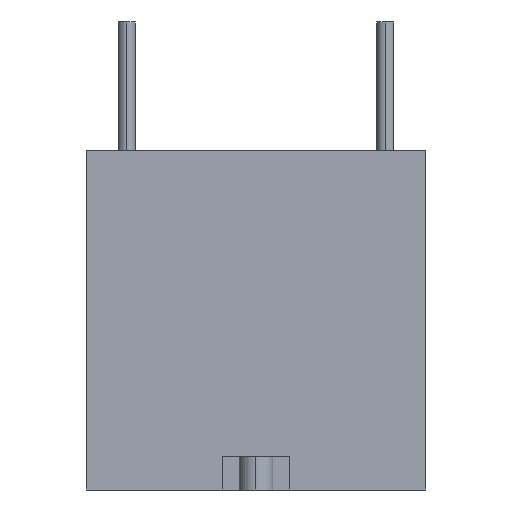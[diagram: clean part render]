
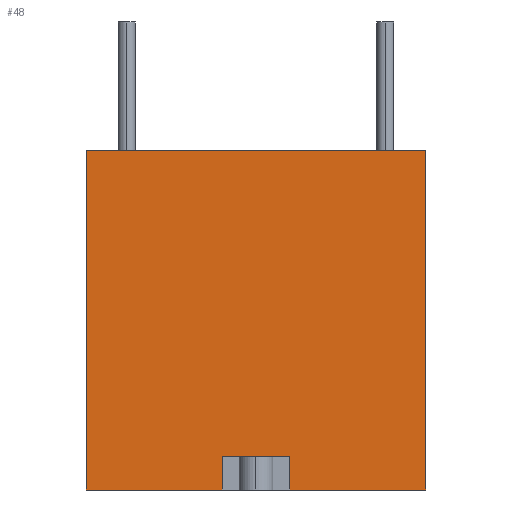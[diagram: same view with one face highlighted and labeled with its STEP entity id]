
A CAD part, left-side view. The second image highlights one B-rep face of the part: STEP entity #48.
In plain terms, the highlighted planar face has unit normal (-1, 0, 0).
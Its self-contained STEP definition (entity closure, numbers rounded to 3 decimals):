
#48=ADVANCED_FACE('',(#96),#97,.T.);
#96=FACE_OUTER_BOUND('',#183,.T.);
#97=PLANE('',#184);
#183=EDGE_LOOP('',(#291,#292,#293,#294,#295,#296,#297,#298));
#184=AXIS2_PLACEMENT_3D('',#299,#300,#301);
#291=ORIENTED_EDGE('',*,*,#591,.F.);
#292=ORIENTED_EDGE('',*,*,#592,.T.);
#293=ORIENTED_EDGE('',*,*,#593,.F.);
#294=ORIENTED_EDGE('',*,*,#574,.F.);
#295=ORIENTED_EDGE('',*,*,#594,.T.);
#296=ORIENTED_EDGE('',*,*,#595,.T.);
#297=ORIENTED_EDGE('',*,*,#596,.T.);
#298=ORIENTED_EDGE('',*,*,#597,.T.);
#299=CARTESIAN_POINT('',(-10.0,5.0,0.0));
#300=DIRECTION('',(-1.0,0.0,0.0));
#301=DIRECTION('',(0.0,0.0,1.0));
#574=EDGE_CURVE('',#673,#668,#675,.T.);
#591=EDGE_CURVE('',#708,#709,#710,.T.);
#592=EDGE_CURVE('',#708,#711,#712,.T.);
#593=EDGE_CURVE('',#668,#711,#713,.T.);
#594=EDGE_CURVE('',#673,#714,#715,.T.);
#595=EDGE_CURVE('',#714,#716,#717,.T.);
#596=EDGE_CURVE('',#716,#718,#719,.T.);
#597=EDGE_CURVE('',#718,#709,#720,.T.);
#668=VERTEX_POINT('',#825);
#673=VERTEX_POINT('',#832);
#675=LINE('',#835,#836);
#708=VERTEX_POINT('',#881);
#709=VERTEX_POINT('',#882);
#710=LINE('',#883,#884);
#711=VERTEX_POINT('',#885);
#712=LINE('',#886,#887);
#713=LINE('',#888,#889);
#714=VERTEX_POINT('',#890);
#715=LINE('',#891,#892);
#716=VERTEX_POINT('',#893);
#717=LINE('',#894,#895);
#718=VERTEX_POINT('',#896);
#719=LINE('',#897,#898);
#720=LINE('',#899,#900);
#825=CARTESIAN_POINT('',(-10.0,-5.0,0.0));
#832=CARTESIAN_POINT('',(-10.0,5.0,0.0));
#835=CARTESIAN_POINT('',(-10.0,5.0,0.0));
#836=VECTOR('',#1054,10.0);
#881=CARTESIAN_POINT('',(-10.0,-1.0,-10.0));
#882=CARTESIAN_POINT('',(-10.0,-1.0,-9.0));
#883=CARTESIAN_POINT('',(-10.0,-1.0,-10.0));
#884=VECTOR('',#1079,1.0);
#885=CARTESIAN_POINT('',(-10.0,-5.0,-10.0));
#886=CARTESIAN_POINT('',(-10.0,-1.0,-10.0));
#887=VECTOR('',#1080,4.0);
#888=CARTESIAN_POINT('',(-10.0,-5.0,0.0));
#889=VECTOR('',#1081,10.0);
#890=CARTESIAN_POINT('',(-10.0,5.0,-10.0));
#891=CARTESIAN_POINT('',(-10.0,5.0,0.0));
#892=VECTOR('',#1082,10.0);
#893=CARTESIAN_POINT('',(-10.0,1.0,-10.0));
#894=CARTESIAN_POINT('',(-10.0,5.0,-10.0));
#895=VECTOR('',#1083,4.0);
#896=CARTESIAN_POINT('',(-10.0,1.0,-9.0));
#897=CARTESIAN_POINT('',(-10.0,1.0,-10.0));
#898=VECTOR('',#1084,1.0);
#899=CARTESIAN_POINT('',(-10.0,1.0,-9.0));
#900=VECTOR('',#1085,2.0);
#1054=DIRECTION('',(0.0,-1.0,0.0));
#1079=DIRECTION('',(0.0,0.0,1.0));
#1080=DIRECTION('',(0.0,-1.0,0.0));
#1081=DIRECTION('',(0.0,0.0,-1.0));
#1082=DIRECTION('',(0.0,0.0,-1.0));
#1083=DIRECTION('',(0.0,-1.0,0.0));
#1084=DIRECTION('',(0.0,0.0,1.0));
#1085=DIRECTION('',(0.0,-1.0,0.0));
